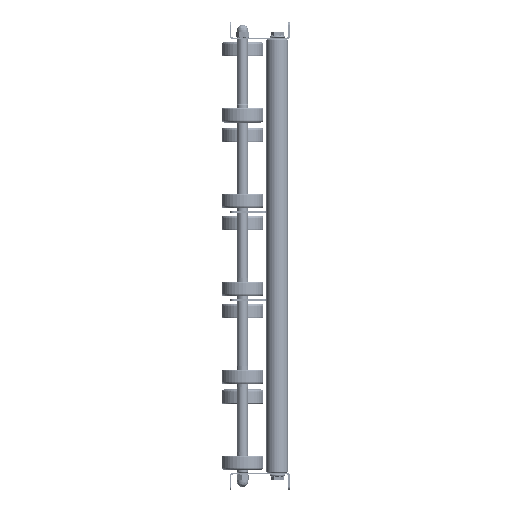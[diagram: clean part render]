
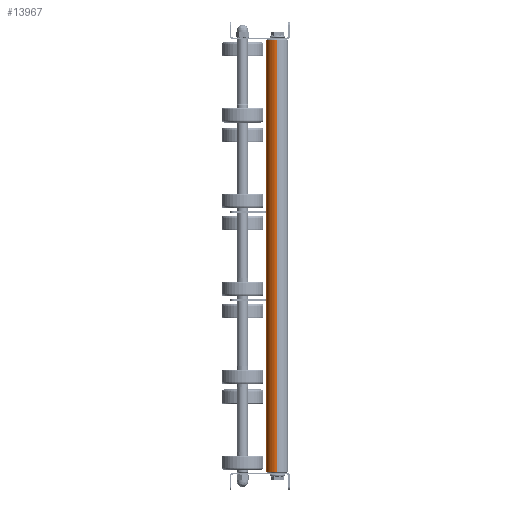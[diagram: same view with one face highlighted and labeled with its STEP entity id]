
A CAD part, left-side view. The second image highlights one B-rep face of the part: STEP entity #13967.
In plain terms, the highlighted cylindrical face has radius 12.5 mm (diameter 25 mm), a partial arc.
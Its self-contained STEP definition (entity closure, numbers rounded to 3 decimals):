
#319 = VECTOR ( 'NONE', #2306, 1000. ) ;
#431 = LINE ( 'NONE', #32592, #20402 ) ;
#2246 = FACE_OUTER_BOUND ( 'NONE', #33937, .T. ) ;
#2306 = DIRECTION ( 'NONE',  ( -1., 0., 0. ) ) ;
#2468 = CIRCLE ( 'NONE', #5522, 12.5 ) ;
#2679 = LINE ( 'NONE', #28680, #319 ) ;
#5439 = DIRECTION ( 'NONE',  ( -1., 0., 0. ) ) ;
#5522 = AXIS2_PLACEMENT_3D ( 'NONE', #37600, #8307, #31819 ) ;
#5883 = DIRECTION ( 'NONE',  ( 0., 0., -1. ) ) ;
#6048 = CARTESIAN_POINT ( 'NONE',  ( 500., 0., 0. ) ) ;
#7211 = CARTESIAN_POINT ( 'NONE',  ( 1., 0., -12.5 ) ) ;
#7399 = ORIENTED_EDGE ( 'NONE', *, *, #11124, .F. ) ;
#8307 = DIRECTION ( 'NONE',  ( 1., 0., 0. ) ) ;
#10182 = CARTESIAN_POINT ( 'NONE',  ( 499., 0., -12.5 ) ) ;
#11124 = EDGE_CURVE ( 'NONE', #19049, #26267, #2679, .T. ) ;
#11803 = DIRECTION ( 'NONE',  ( -1., 0., 0. ) ) ;
#13730 = CIRCLE ( 'NONE', #35241, 12.5 ) ;
#13967 = ADVANCED_FACE ( 'NONE', ( #2246 ), #26477, .T. ) ;
#14323 = DIRECTION ( 'NONE',  ( 0., 0., 1. ) ) ;
#16665 = EDGE_CURVE ( 'NONE', #23787, #23410, #431, .T. ) ;
#17366 = ORIENTED_EDGE ( 'NONE', *, *, #16665, .T. ) ;
#17587 = CARTESIAN_POINT ( 'NONE',  ( 499., 0., 12.5 ) ) ;
#17713 = AXIS2_PLACEMENT_3D ( 'NONE', #6048, #11803, #14323 ) ;
#19049 = VERTEX_POINT ( 'NONE', #17587 ) ;
#19546 = EDGE_CURVE ( 'NONE', #23410, #26267, #2468, .T. ) ;
#20402 = VECTOR ( 'NONE', #5439, 1000. ) ;
#23208 = EDGE_CURVE ( 'NONE', #19049, #23787, #13730, .T. ) ;
#23410 = VERTEX_POINT ( 'NONE', #7211 ) ;
#23787 = VERTEX_POINT ( 'NONE', #10182 ) ;
#25257 = ORIENTED_EDGE ( 'NONE', *, *, #19546, .T. ) ;
#26267 = VERTEX_POINT ( 'NONE', #33956 ) ;
#26477 = CYLINDRICAL_SURFACE ( 'NONE', #17713, 12.5 ) ;
#28680 = CARTESIAN_POINT ( 'NONE',  ( 500., 0., 12.5 ) ) ;
#31819 = DIRECTION ( 'NONE',  ( 0., 0., -1. ) ) ;
#31898 = DIRECTION ( 'NONE',  ( -1., 0., 0. ) ) ;
#32087 = CARTESIAN_POINT ( 'NONE',  ( 499., 0., 0. ) ) ;
#32592 = CARTESIAN_POINT ( 'NONE',  ( 500., 0., -12.5 ) ) ;
#33937 = EDGE_LOOP ( 'NONE', ( #34204, #17366, #25257, #7399 ) ) ;
#33956 = CARTESIAN_POINT ( 'NONE',  ( 1., 0., 12.5 ) ) ;
#34204 = ORIENTED_EDGE ( 'NONE', *, *, #23208, .T. ) ;
#35241 = AXIS2_PLACEMENT_3D ( 'NONE', #32087, #31898, #5883 ) ;
#37600 = CARTESIAN_POINT ( 'NONE',  ( 1., 0., 0. ) ) ;
